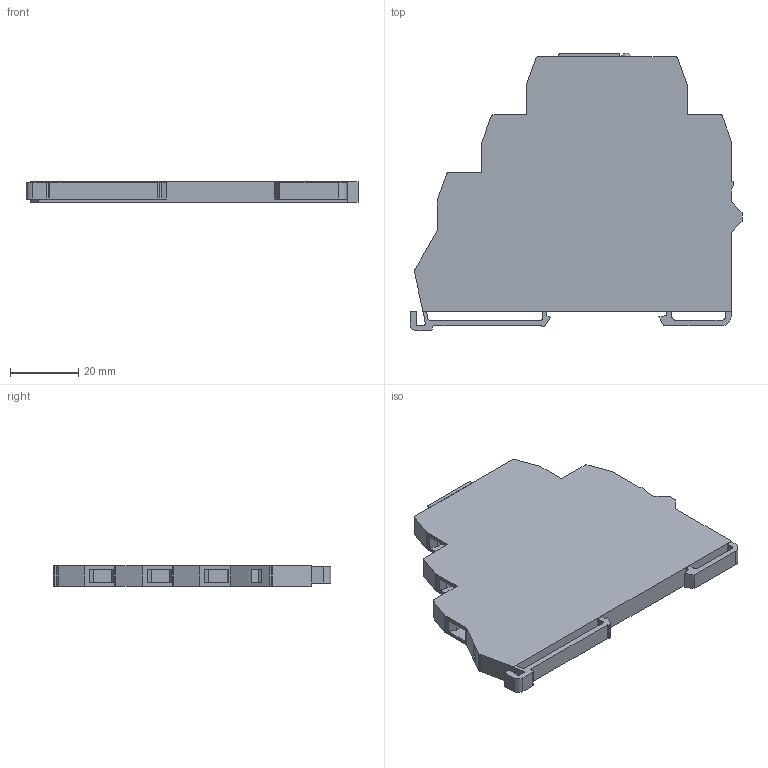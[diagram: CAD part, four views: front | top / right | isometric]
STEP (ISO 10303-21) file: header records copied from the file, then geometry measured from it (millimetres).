
FILE_DESCRIPTION((''),'2;1');
FILE_NAME('ASM0011_ASM','2020-11-10T',('marketing.praksa'),('Audax d.o.o.'),'CREO PARAMETRIC BY PTC INC, 2017480','CREO PARAMETRIC BY PTC INC, 2017480','');
FILE_SCHEMA(('AUTOMOTIVE_DESIGN { 1 0 10303 214 1 1 1 1 }'));
Products named in the file (6): TMP_DWG_65_1_1_1_2_3_4_5_6_7__1; TMP_DWG_65_1_2_1_2_3_4_5_6_1; TMP_DWG_65_1_3_1_2_3_4_5_6_1; LOGO_X-9_87_Y-6_07_1_ASM; LOGO_X-2_96_Y-1_88_ASM; ASM0011_ASM
Assembly tree (5 placements, depth 4):
  ASM0011_ASM
    LOGO_X-2_96_Y-1_88_ASM
      LOGO_X-9_87_Y-6_07_1_ASM
        TMP_DWG_65_1_1_1_2_3_4_5_6_7__1
        TMP_DWG_65_1_2_1_2_3_4_5_6_1
        TMP_DWG_65_1_3_1_2_3_4_5_6_1
Bounding box: 97 x 81.1 x 6.1 mm (x, y, z)
Volume: 1.3 mm3; surface area: 15183.8 mm2
Topology: 3 solids, 4 shells, 278 faces, 738 edges, 491 vertices
Faces by surface type: plane 192, cylinder 78, torus 6, sphere 2
Entity records: 12734 total; most frequent: CARTESIAN_POINT 1579, DIRECTION 1498, ORIENTED_EDGE 1472, PRESENTATION_STYLE_ASSIGNMENT 964, STYLED_ITEM 740, CURVE_STYLE 736, EDGE_CURVE 736, VECTOR 536
